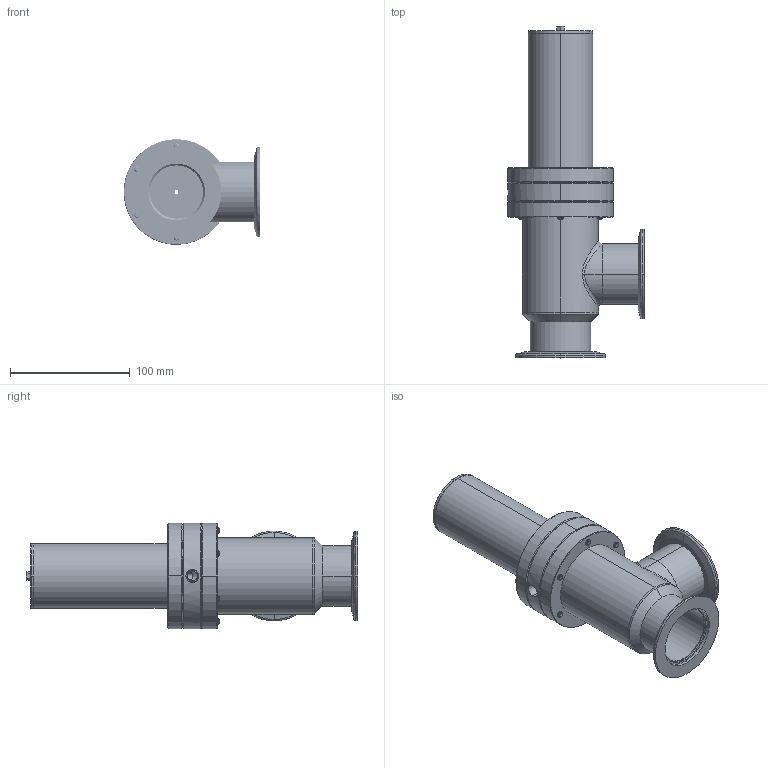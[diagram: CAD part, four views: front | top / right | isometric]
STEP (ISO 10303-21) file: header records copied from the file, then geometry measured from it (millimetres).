
FILE_DESCRIPTION (( 'STEP AP203' ), '1' );
FILE_NAME ('ESVP-S05100(B).STEP', '2023-02-03T16:14:21', ( '' ), ( '' ), 'SwSTEP 2.0', 'SolidWorks 2020', '' );
FILE_SCHEMA (( 'CONFIG_CONTROL_DESIGN' ));
Products named in the file (1): ESVP-S05100(B)
Bounding box: 114.13 x 277.14 x 88.27 mm (x, y, z)
Volume: 288589.3 mm3; surface area: 176385.8 mm2
Topology: 19 solids, 19 shells, 1175 faces, 3105 edges, 2002 vertices
Faces by surface type: cylinder 844, plane 154, cone 131, torus 26, bspline 20
Entity records: 59072 total; most frequent: CARTESIAN_POINT 33732, ORIENTED_EDGE 6210, DIRECTION 4488, EDGE_CURVE 3105, VERTEX_POINT 2002, AXIS2_PLACEMENT_3D 1705, EDGE_LOOP 1275, FACE_OUTER_BOUND 1175
